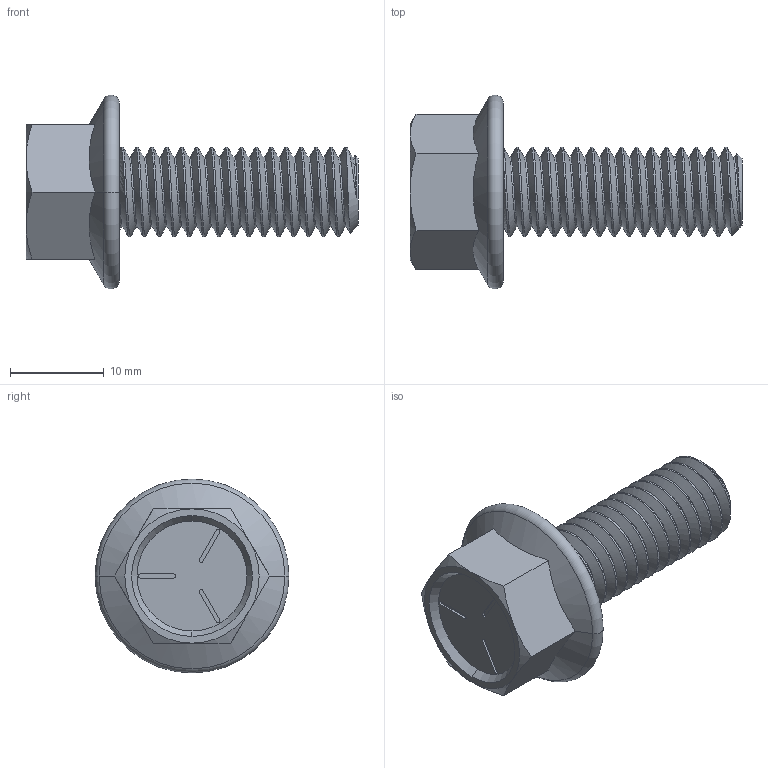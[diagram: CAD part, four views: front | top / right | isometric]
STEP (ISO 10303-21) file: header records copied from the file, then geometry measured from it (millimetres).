
FILE_DESCRIPTION (( 'STEP AP203' ), '1' );
FILE_NAME ('92979A344_Zinc-Plated Grade 5 Steel Flanged Hex Head Screws_92979A344_sldprt.STEP', '2023-01-20T01:36:16', ( '' ), ( '' ), 'SwSTEP 2.0', 'SolidWorks 2022', '' );
FILE_SCHEMA (( 'CONFIG_CONTROL_DESIGN' ));
Length unit declared in the file: inch
Products named in the file (1): 92979A344_Zinc-Plated Grade 5 Steel Flanged Hex Head Screws_92979A344_sldprt
Bounding box: 35.32 x 20.64 x 20.64 mm (x, y, z)
Volume: 3424.5 mm3; surface area: 2271.5 mm2
Topology: 1 solids, 1 shells, 76 faces, 196 edges, 127 vertices
Faces by surface type: cylinder 40, plane 19, cone 12, bspline 3, torus 2
Entity records: 5034 total; most frequent: CARTESIAN_POINT 3326, ORIENTED_EDGE 392, DIRECTION 289, EDGE_CURVE 196, VERTEX_POINT 127, AXIS2_PLACEMENT_3D 110, EDGE_LOOP 81, FACE_OUTER_BOUND 76
